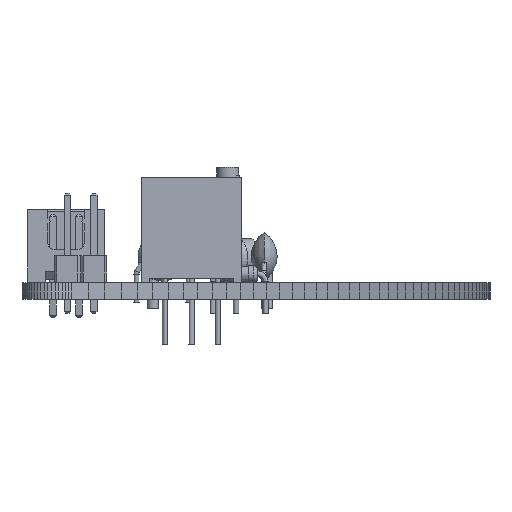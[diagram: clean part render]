
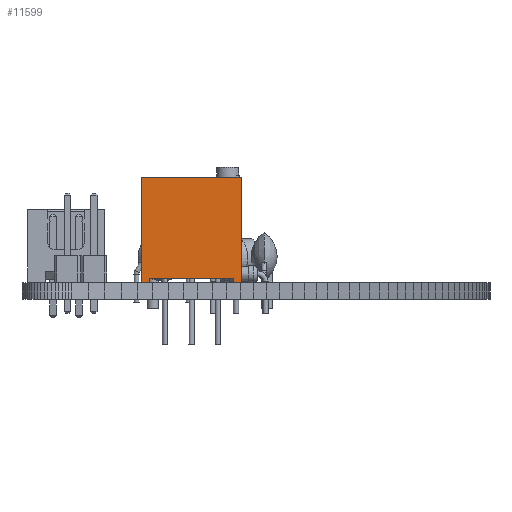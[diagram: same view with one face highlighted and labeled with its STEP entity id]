
A CAD part, front view. The second image highlights one B-rep face of the part: STEP entity #11599.
In plain terms, the highlighted planar face has unit normal (0, -1, 0).
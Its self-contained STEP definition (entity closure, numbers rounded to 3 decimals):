
#10203 = PLANE('',#10204);
#10204 = AXIS2_PLACEMENT_3D('',#10205,#10206,#10207);
#10205 = CARTESIAN_POINT('',(-2.54,-0.052,10.03));
#10206 = DIRECTION('',(-0.,0.,1.));
#10207 = DIRECTION('',(0.,1.,0.));
#10287 = PLANE('',#10288);
#10288 = AXIS2_PLACEMENT_3D('',#10289,#10290,#10291);
#10289 = CARTESIAN_POINT('',(-7.305,-0.05,5.015));
#10290 = DIRECTION('',(-1.,0.,0.));
#10291 = DIRECTION('',(0.,1.,0.));
#10343 = PLANE('',#10344);
#10344 = AXIS2_PLACEMENT_3D('',#10345,#10346,#10347);
#10345 = CARTESIAN_POINT('',(-6.605,2.41,1.));
#10346 = DIRECTION('',(1.,0.,0.));
#10347 = DIRECTION('',(0.,-1.,0.));
#10371 = PLANE('',#10372);
#10372 = AXIS2_PLACEMENT_3D('',#10373,#10374,#10375);
#10373 = CARTESIAN_POINT('',(-7.305,2.03,0.38));
#10374 = DIRECTION('',(0.,0.,-1.));
#10375 = DIRECTION('',(0.,-1.,0.));
#10399 = PLANE('',#10400);
#10400 = AXIS2_PLACEMENT_3D('',#10401,#10402,#10403);
#10401 = CARTESIAN_POINT('',(1.525,2.41,1.));
#10402 = DIRECTION('',(1.,0.,0.));
#10403 = DIRECTION('',(0.,-1.,0.));
#10455 = PLANE('',#10456);
#10456 = AXIS2_PLACEMENT_3D('',#10457,#10458,#10459);
#10457 = CARTESIAN_POINT('',(2.225,-0.05,5.015));
#10458 = DIRECTION('',(1.,0.,0.));
#10459 = DIRECTION('',(0.,-1.,0.));
#10524 = EDGE_CURVE('',#10525,#10527,#10529,.T.);
#10525 = VERTEX_POINT('',#10526);
#10526 = CARTESIAN_POINT('',(-7.305,-2.42,10.03));
#10527 = VERTEX_POINT('',#10528);
#10528 = CARTESIAN_POINT('',(2.225,-2.42,10.03));
#10529 = SURFACE_CURVE('',#10530,(#10534,#10541),.PCURVE_S1.);
#10530 = LINE('',#10531,#10532);
#10531 = CARTESIAN_POINT('',(-7.305,-2.42,10.03));
#10532 = VECTOR('',#10533,1.);
#10533 = DIRECTION('',(1.,0.,0.));
#10534 = PCURVE('',#10203,#10535);
#10535 = DEFINITIONAL_REPRESENTATION('',(#10536),#10540);
#10536 = LINE('',#10537,#10538);
#10537 = CARTESIAN_POINT('',(-2.368,4.765));
#10538 = VECTOR('',#10539,1.);
#10539 = DIRECTION('',(0.,-1.));
#10540 = ( GEOMETRIC_REPRESENTATION_CONTEXT(2) 
PARAMETRIC_REPRESENTATION_CONTEXT() REPRESENTATION_CONTEXT('2D SPACE',''
  ) );
#10541 = PCURVE('',#10542,#10547);
#10542 = PLANE('',#10543);
#10543 = AXIS2_PLACEMENT_3D('',#10544,#10545,#10546);
#10544 = CARTESIAN_POINT('',(-2.54,-2.42,5.001));
#10545 = DIRECTION('',(0.,-1.,0.));
#10546 = DIRECTION('',(1.,0.,0.));
#10547 = DEFINITIONAL_REPRESENTATION('',(#10548),#10552);
#10548 = LINE('',#10549,#10550);
#10549 = CARTESIAN_POINT('',(-4.765,5.029));
#10550 = VECTOR('',#10551,1.);
#10551 = DIRECTION('',(1.,0.));
#10552 = ( GEOMETRIC_REPRESENTATION_CONTEXT(2) 
PARAMETRIC_REPRESENTATION_CONTEXT() REPRESENTATION_CONTEXT('2D SPACE',''
  ) );
#10855 = EDGE_CURVE('',#10527,#10856,#10858,.T.);
#10856 = VERTEX_POINT('',#10857);
#10857 = CARTESIAN_POINT('',(2.225,-2.42,0.));
#10858 = SURFACE_CURVE('',#10859,(#10863,#10870),.PCURVE_S1.);
#10859 = LINE('',#10860,#10861);
#10860 = CARTESIAN_POINT('',(2.225,-2.42,1.));
#10861 = VECTOR('',#10862,1.);
#10862 = DIRECTION('',(0.,0.,-1.));
#10863 = PCURVE('',#10455,#10864);
#10864 = DEFINITIONAL_REPRESENTATION('',(#10865),#10869);
#10865 = LINE('',#10866,#10867);
#10866 = CARTESIAN_POINT('',(2.37,4.015));
#10867 = VECTOR('',#10868,1.);
#10868 = DIRECTION('',(0.,1.));
#10869 = ( GEOMETRIC_REPRESENTATION_CONTEXT(2) 
PARAMETRIC_REPRESENTATION_CONTEXT() REPRESENTATION_CONTEXT('2D SPACE',''
  ) );
#10870 = PCURVE('',#10542,#10871);
#10871 = DEFINITIONAL_REPRESENTATION('',(#10872),#10876);
#10872 = LINE('',#10873,#10874);
#10873 = CARTESIAN_POINT('',(4.765,-4.001));
#10874 = VECTOR('',#10875,1.);
#10875 = DIRECTION('',(0.,-1.));
#10876 = ( GEOMETRIC_REPRESENTATION_CONTEXT(2) 
PARAMETRIC_REPRESENTATION_CONTEXT() REPRESENTATION_CONTEXT('2D SPACE',''
  ) );
#10894 = PLANE('',#10895);
#10895 = AXIS2_PLACEMENT_3D('',#10896,#10897,#10898);
#10896 = CARTESIAN_POINT('',(1.525,2.41,0.));
#10897 = DIRECTION('',(0.,0.,-1.));
#10898 = DIRECTION('',(0.,-1.,0.));
#11010 = VERTEX_POINT('',#11011);
#11011 = CARTESIAN_POINT('',(1.525,-2.42,0.));
#11056 = VERTEX_POINT('',#11057);
#11057 = CARTESIAN_POINT('',(1.525,-2.42,0.38));
#11078 = EDGE_CURVE('',#11056,#11010,#11079,.T.);
#11079 = SURFACE_CURVE('',#11080,(#11084,#11091),.PCURVE_S1.);
#11080 = LINE('',#11081,#11082);
#11081 = CARTESIAN_POINT('',(1.525,-2.42,1.));
#11082 = VECTOR('',#11083,1.);
#11083 = DIRECTION('',(0.,0.,-1.));
#11084 = PCURVE('',#10399,#11085);
#11085 = DEFINITIONAL_REPRESENTATION('',(#11086),#11090);
#11086 = LINE('',#11087,#11088);
#11087 = CARTESIAN_POINT('',(4.83,0.));
#11088 = VECTOR('',#11089,1.);
#11089 = DIRECTION('',(0.,1.));
#11090 = ( GEOMETRIC_REPRESENTATION_CONTEXT(2) 
PARAMETRIC_REPRESENTATION_CONTEXT() REPRESENTATION_CONTEXT('2D SPACE',''
  ) );
#11091 = PCURVE('',#10542,#11092);
#11092 = DEFINITIONAL_REPRESENTATION('',(#11093),#11097);
#11093 = LINE('',#11094,#11095);
#11094 = CARTESIAN_POINT('',(4.065,-4.001));
#11095 = VECTOR('',#11096,1.);
#11096 = DIRECTION('',(0.,-1.));
#11097 = ( GEOMETRIC_REPRESENTATION_CONTEXT(2) 
PARAMETRIC_REPRESENTATION_CONTEXT() REPRESENTATION_CONTEXT('2D SPACE',''
  ) );
#11102 = EDGE_CURVE('',#11103,#11056,#11105,.T.);
#11103 = VERTEX_POINT('',#11104);
#11104 = CARTESIAN_POINT('',(-6.605,-2.42,0.38));
#11105 = SURFACE_CURVE('',#11106,(#11110,#11117),.PCURVE_S1.);
#11106 = LINE('',#11107,#11108);
#11107 = CARTESIAN_POINT('',(-7.305,-2.42,0.38));
#11108 = VECTOR('',#11109,1.);
#11109 = DIRECTION('',(1.,0.,0.));
#11110 = PCURVE('',#10371,#11111);
#11111 = DEFINITIONAL_REPRESENTATION('',(#11112),#11116);
#11112 = LINE('',#11113,#11114);
#11113 = CARTESIAN_POINT('',(4.45,0.));
#11114 = VECTOR('',#11115,1.);
#11115 = DIRECTION('',(0.,-1.));
#11116 = ( GEOMETRIC_REPRESENTATION_CONTEXT(2) 
PARAMETRIC_REPRESENTATION_CONTEXT() REPRESENTATION_CONTEXT('2D SPACE',''
  ) );
#11117 = PCURVE('',#10542,#11118);
#11118 = DEFINITIONAL_REPRESENTATION('',(#11119),#11123);
#11119 = LINE('',#11120,#11121);
#11120 = CARTESIAN_POINT('',(-4.765,-4.621));
#11121 = VECTOR('',#11122,1.);
#11122 = DIRECTION('',(1.,0.));
#11123 = ( GEOMETRIC_REPRESENTATION_CONTEXT(2) 
PARAMETRIC_REPRESENTATION_CONTEXT() REPRESENTATION_CONTEXT('2D SPACE',''
  ) );
#11259 = VERTEX_POINT('',#11260);
#11260 = CARTESIAN_POINT('',(-6.605,-2.42,0.));
#11274 = PLANE('',#11275);
#11275 = AXIS2_PLACEMENT_3D('',#11276,#11277,#11278);
#11276 = CARTESIAN_POINT('',(-7.305,2.41,0.));
#11277 = DIRECTION('',(0.,0.,-1.));
#11278 = DIRECTION('',(0.,-1.,0.));
#11337 = EDGE_CURVE('',#11103,#11259,#11338,.T.);
#11338 = SURFACE_CURVE('',#11339,(#11343,#11350),.PCURVE_S1.);
#11339 = LINE('',#11340,#11341);
#11340 = CARTESIAN_POINT('',(-6.605,-2.42,1.));
#11341 = VECTOR('',#11342,1.);
#11342 = DIRECTION('',(0.,0.,-1.));
#11343 = PCURVE('',#10343,#11344);
#11344 = DEFINITIONAL_REPRESENTATION('',(#11345),#11349);
#11345 = LINE('',#11346,#11347);
#11346 = CARTESIAN_POINT('',(4.83,0.));
#11347 = VECTOR('',#11348,1.);
#11348 = DIRECTION('',(0.,1.));
#11349 = ( GEOMETRIC_REPRESENTATION_CONTEXT(2) 
PARAMETRIC_REPRESENTATION_CONTEXT() REPRESENTATION_CONTEXT('2D SPACE',''
  ) );
#11350 = PCURVE('',#10542,#11351);
#11351 = DEFINITIONAL_REPRESENTATION('',(#11352),#11356);
#11352 = LINE('',#11353,#11354);
#11353 = CARTESIAN_POINT('',(-4.065,-4.001));
#11354 = VECTOR('',#11355,1.);
#11355 = DIRECTION('',(0.,-1.));
#11356 = ( GEOMETRIC_REPRESENTATION_CONTEXT(2) 
PARAMETRIC_REPRESENTATION_CONTEXT() REPRESENTATION_CONTEXT('2D SPACE',''
  ) );
#11481 = VERTEX_POINT('',#11482);
#11482 = CARTESIAN_POINT('',(-7.305,-2.42,0.));
#11503 = EDGE_CURVE('',#10525,#11481,#11504,.T.);
#11504 = SURFACE_CURVE('',#11505,(#11509,#11516),.PCURVE_S1.);
#11505 = LINE('',#11506,#11507);
#11506 = CARTESIAN_POINT('',(-7.305,-2.42,1.));
#11507 = VECTOR('',#11508,1.);
#11508 = DIRECTION('',(0.,0.,-1.));
#11509 = PCURVE('',#10287,#11510);
#11510 = DEFINITIONAL_REPRESENTATION('',(#11511),#11515);
#11511 = LINE('',#11512,#11513);
#11512 = CARTESIAN_POINT('',(-2.37,4.015));
#11513 = VECTOR('',#11514,1.);
#11514 = DIRECTION('',(0.,1.));
#11515 = ( GEOMETRIC_REPRESENTATION_CONTEXT(2) 
PARAMETRIC_REPRESENTATION_CONTEXT() REPRESENTATION_CONTEXT('2D SPACE',''
  ) );
#11516 = PCURVE('',#10542,#11517);
#11517 = DEFINITIONAL_REPRESENTATION('',(#11518),#11522);
#11518 = LINE('',#11519,#11520);
#11519 = CARTESIAN_POINT('',(-4.765,-4.001));
#11520 = VECTOR('',#11521,1.);
#11521 = DIRECTION('',(0.,-1.));
#11522 = ( GEOMETRIC_REPRESENTATION_CONTEXT(2) 
PARAMETRIC_REPRESENTATION_CONTEXT() REPRESENTATION_CONTEXT('2D SPACE',''
  ) );
#11599 = ADVANCED_FACE('',(#11600),#10542,.T.);
#11600 = FACE_BOUND('',#11601,.T.);
#11601 = EDGE_LOOP('',(#11602,#11603,#11604,#11625,#11626,#11627,#11628,
    #11649));
#11602 = ORIENTED_EDGE('',*,*,#10524,.F.);
#11603 = ORIENTED_EDGE('',*,*,#11503,.T.);
#11604 = ORIENTED_EDGE('',*,*,#11605,.T.);
#11605 = EDGE_CURVE('',#11481,#11259,#11606,.T.);
#11606 = SURFACE_CURVE('',#11607,(#11611,#11618),.PCURVE_S1.);
#11607 = LINE('',#11608,#11609);
#11608 = CARTESIAN_POINT('',(-7.305,-2.42,0.));
#11609 = VECTOR('',#11610,1.);
#11610 = DIRECTION('',(1.,0.,0.));
#11611 = PCURVE('',#10542,#11612);
#11612 = DEFINITIONAL_REPRESENTATION('',(#11613),#11617);
#11613 = LINE('',#11614,#11615);
#11614 = CARTESIAN_POINT('',(-4.765,-5.001));
#11615 = VECTOR('',#11616,1.);
#11616 = DIRECTION('',(1.,0.));
#11617 = ( GEOMETRIC_REPRESENTATION_CONTEXT(2) 
PARAMETRIC_REPRESENTATION_CONTEXT() REPRESENTATION_CONTEXT('2D SPACE',''
  ) );
#11618 = PCURVE('',#11274,#11619);
#11619 = DEFINITIONAL_REPRESENTATION('',(#11620),#11624);
#11620 = LINE('',#11621,#11622);
#11621 = CARTESIAN_POINT('',(4.83,0.));
#11622 = VECTOR('',#11623,1.);
#11623 = DIRECTION('',(0.,-1.));
#11624 = ( GEOMETRIC_REPRESENTATION_CONTEXT(2) 
PARAMETRIC_REPRESENTATION_CONTEXT() REPRESENTATION_CONTEXT('2D SPACE',''
  ) );
#11625 = ORIENTED_EDGE('',*,*,#11337,.F.);
#11626 = ORIENTED_EDGE('',*,*,#11102,.T.);
#11627 = ORIENTED_EDGE('',*,*,#11078,.T.);
#11628 = ORIENTED_EDGE('',*,*,#11629,.T.);
#11629 = EDGE_CURVE('',#11010,#10856,#11630,.T.);
#11630 = SURFACE_CURVE('',#11631,(#11635,#11642),.PCURVE_S1.);
#11631 = LINE('',#11632,#11633);
#11632 = CARTESIAN_POINT('',(1.525,-2.42,0.));
#11633 = VECTOR('',#11634,1.);
#11634 = DIRECTION('',(1.,0.,0.));
#11635 = PCURVE('',#10542,#11636);
#11636 = DEFINITIONAL_REPRESENTATION('',(#11637),#11641);
#11637 = LINE('',#11638,#11639);
#11638 = CARTESIAN_POINT('',(4.065,-5.001));
#11639 = VECTOR('',#11640,1.);
#11640 = DIRECTION('',(1.,0.));
#11641 = ( GEOMETRIC_REPRESENTATION_CONTEXT(2) 
PARAMETRIC_REPRESENTATION_CONTEXT() REPRESENTATION_CONTEXT('2D SPACE',''
  ) );
#11642 = PCURVE('',#10894,#11643);
#11643 = DEFINITIONAL_REPRESENTATION('',(#11644),#11648);
#11644 = LINE('',#11645,#11646);
#11645 = CARTESIAN_POINT('',(4.83,0.));
#11646 = VECTOR('',#11647,1.);
#11647 = DIRECTION('',(0.,-1.));
#11648 = ( GEOMETRIC_REPRESENTATION_CONTEXT(2) 
PARAMETRIC_REPRESENTATION_CONTEXT() REPRESENTATION_CONTEXT('2D SPACE',''
  ) );
#11649 = ORIENTED_EDGE('',*,*,#10855,.F.);
